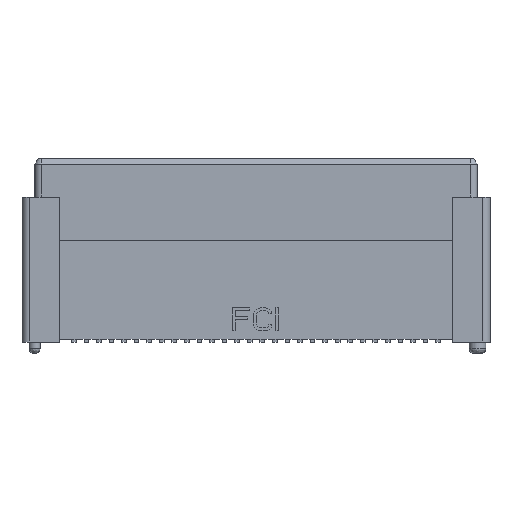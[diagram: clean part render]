
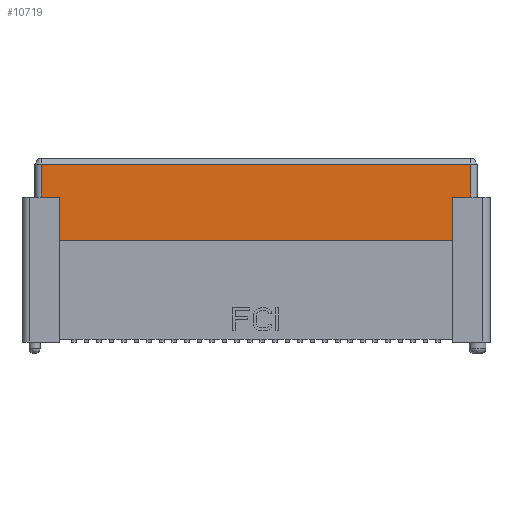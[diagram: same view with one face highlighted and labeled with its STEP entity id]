
A CAD part, top view. The second image highlights one B-rep face of the part: STEP entity #10719.
In plain terms, the highlighted planar face has unit normal (0, 0, 1).
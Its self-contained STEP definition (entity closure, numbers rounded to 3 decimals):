
#1613=DIRECTION('',(0.,-1.,0.));
#1614=VECTOR('',#1613,2.75);
#1615=CARTESIAN_POINT('',(12.525,9.2,1.85));
#1616=LINE('9726',#1615,#1614);
#1721=DIRECTION('',(0.,-1.,0.));
#1722=VECTOR('',#1721,2.75);
#1723=CARTESIAN_POINT('',(-12.525,9.2,1.85));
#1724=LINE('9729',#1723,#1722);
#1753=DIRECTION('',(1.,0.,0.));
#1754=VECTOR('',#1753,25.05);
#1755=CARTESIAN_POINT('',(-12.525,6.45,1.85));
#1756=LINE('9727',#1755,#1754);
#2139=DIRECTION('',(1.,0.,0.));
#2140=VECTOR('',#2139,1.15);
#2141=CARTESIAN_POINT('',(12.525,9.2,1.85));
#2142=LINE('9752',#2141,#2140);
#2143=DIRECTION('',(1.,0.,0.));
#2144=VECTOR('',#2143,1.15);
#2145=CARTESIAN_POINT('',(-13.675,9.2,1.85));
#2146=LINE('9751',#2145,#2144);
#2151=DIRECTION('',(0.,-1.,0.));
#2152=VECTOR('',#2151,2.1);
#2153=CARTESIAN_POINT('',(-13.675,11.3,1.85));
#2154=LINE('8634',#2153,#2152);
#2230=DIRECTION('',(1.,0.,0.));
#2231=VECTOR('',#2230,27.35);
#2232=CARTESIAN_POINT('',(-13.675,11.3,1.85));
#2233=LINE('9482',#2232,#2231);
#2234=DIRECTION('',(0.,1.,0.));
#2235=VECTOR('',#2234,2.1);
#2236=CARTESIAN_POINT('',(13.675,9.2,1.85));
#2237=LINE('9481',#2236,#2235);
#5577=CARTESIAN_POINT('',(-13.675,9.2,1.85));
#5578=VERTEX_POINT('',#5577);
#5620=CARTESIAN_POINT('',(13.675,9.2,1.85));
#5622=VERTEX_POINT('',#5620);
#5633=CARTESIAN_POINT('',(-13.675,11.3,1.85));
#5634=VERTEX_POINT('',#5633);
#5673=CARTESIAN_POINT('',(13.675,11.3,1.85));
#5674=VERTEX_POINT('',#5673);
#6081=CARTESIAN_POINT('',(12.525,9.2,1.85));
#6082=CARTESIAN_POINT('',(12.525,6.45,1.85));
#6083=VERTEX_POINT('',#6081);
#6084=VERTEX_POINT('',#6082);
#6085=CARTESIAN_POINT('',(-12.525,6.45,1.85));
#6086=VERTEX_POINT('',#6085);
#6087=CARTESIAN_POINT('',(-12.525,9.2,1.85));
#6088=VERTEX_POINT('',#6087);
#10701=CARTESIAN_POINT('',(0.,10.2,1.85));
#10702=DIRECTION('',(0.,0.,1.));
#10703=DIRECTION('',(1.,0.,0.));
#10704=AXIS2_PLACEMENT_3D('',#10701,#10702,#10703);
#10705=PLANE('7960',#10704);
#10706=ORIENTED_EDGE('9752',*,*,#10433,.F.);
#10707=ORIENTED_EDGE('9726',*,*,#9998,.T.);
#10708=ORIENTED_EDGE('9727',*,*,#10141,.F.);
#10709=ORIENTED_EDGE('9729',*,*,#10112,.F.);
#10710=ORIENTED_EDGE('9751',*,*,#10186,.F.);
#10712=ORIENTED_EDGE('8634',*,*,#10711,.F.);
#10714=ORIENTED_EDGE('9482',*,*,#10713,.T.);
#10716=ORIENTED_EDGE('9481',*,*,#10715,.F.);
#10717=EDGE_LOOP('7960',(#10706,#10707,#10708,#10709,#10710,#10712,#10714,
#10716));
#10718=FACE_OUTER_BOUND('7960',#10717,.F.);
#10719=ADVANCED_FACE('7960',(#10718),#10705,.T.);
#9998=EDGE_CURVE('9726',#6083,#6084,#1616,.T.);
#10112=EDGE_CURVE('9729',#6088,#6086,#1724,.T.);
#10141=EDGE_CURVE('9727',#6086,#6084,#1756,.T.);
#10186=EDGE_CURVE('9751',#5578,#6088,#2146,.T.);
#10433=EDGE_CURVE('9752',#6083,#5622,#2142,.T.);
#10711=EDGE_CURVE('8634',#5634,#5578,#2154,.T.);
#10713=EDGE_CURVE('9482',#5634,#5674,#2233,.T.);
#10715=EDGE_CURVE('9481',#5622,#5674,#2237,.T.);
